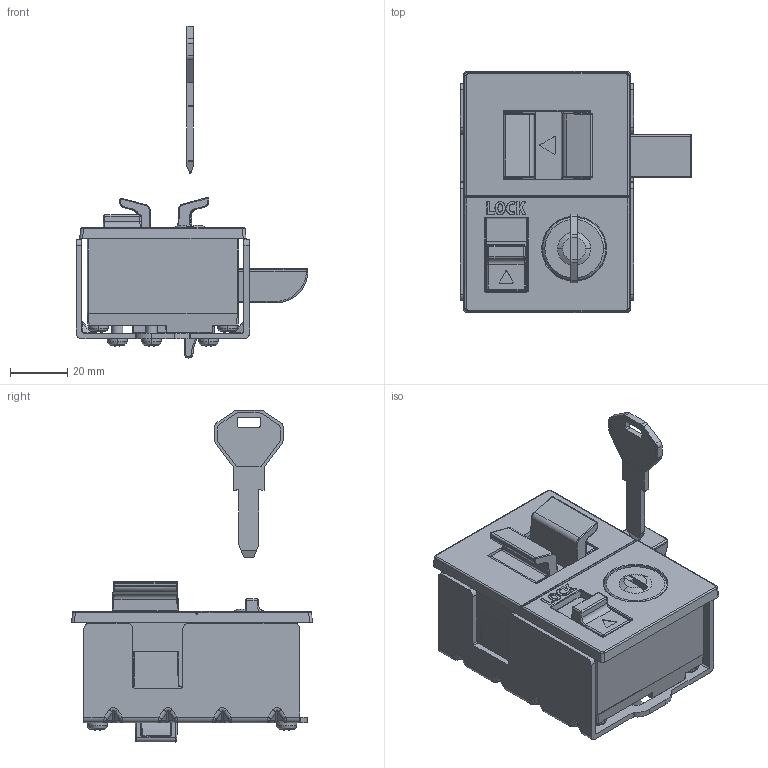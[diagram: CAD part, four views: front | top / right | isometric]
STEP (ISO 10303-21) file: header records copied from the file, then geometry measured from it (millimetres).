
FILE_DESCRIPTION( (''), '2;1');
FILE_NAME ('PC18.11220.LL-0022_19508.stp','2025-08-06T16:02:59',(''),(''),'spGate 19.8.4 (****-****-****-****)','','');
FILE_SCHEMA (('AUTOMOTIVE_DESIGN'));
Length unit declared in the file: millimetre
Products named in the file (9): Assembly; LL-0022_M1; LL-0022_M2; LL-0022_M3; LL-0022_M4; LL-0022_M5; LL-0022_M6; LL-0022_M7; LL-0022_M8
Assembly tree (8 placements, depth 2):
  Assembly
    LL-0022_M1
    LL-0022_M2
    LL-0022_M3
    LL-0022_M4
    LL-0022_M5
    LL-0022_M6
    LL-0022_M7
    LL-0022_M8
Bounding box: 80.7 x 84 x 115.7 mm (x, y, z)
Volume: 137092.4 mm3; surface area: 56121.9 mm2
Topology: 8 solids, 8 shells, 1386 faces, 3600 edges, 2239 vertices
Faces by surface type: plane 574, cylinder 495, bspline 260, sphere 57
Entity records: 82784 total; most frequent: CARTESIAN_POINT 21778, ORIENTED_EDGE 7154, DIRECTION 6377, COLOUR_RGB 4971, PRESENTATION_STYLE_ASSIGNMENT 4971, STYLED_ITEM 4971, EDGE_CURVE 3577, DRAUGHTING_PRE_DEFINED_CURVE_FONT 3577
